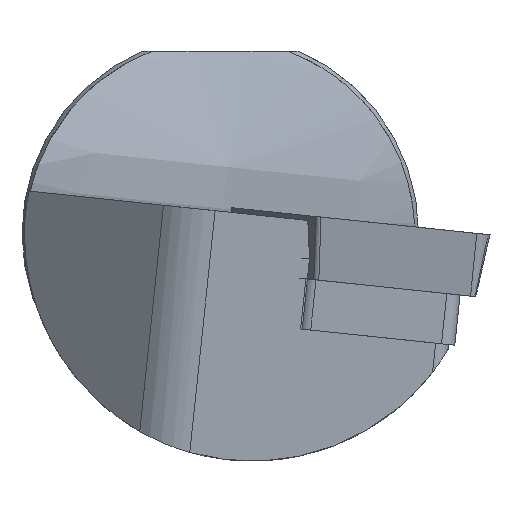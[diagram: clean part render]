
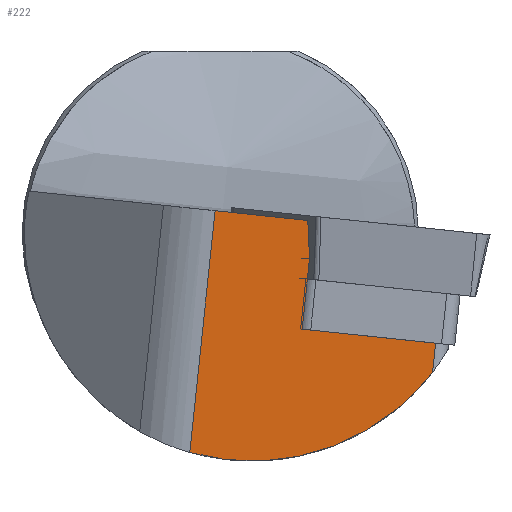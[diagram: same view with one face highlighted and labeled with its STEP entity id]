
A CAD part, left-side view. The second image highlights one B-rep face of the part: STEP entity #222.
In plain terms, the highlighted planar face has unit normal (-0.999, 0.052, 0.005).
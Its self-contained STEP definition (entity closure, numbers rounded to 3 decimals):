
#167=ELLIPSE('',#997,14.369,14.35);
#222=ADVANCED_FACE('',(#296),#266,.F.);
#266=PLANE('',#998);
#296=FACE_OUTER_BOUND('',#343,.T.);
#343=EDGE_LOOP('',(#460,#461,#462,#463,#464,#465,#466,#467));
#460=ORIENTED_EDGE('',*,*,#734,.F.);
#461=ORIENTED_EDGE('',*,*,#760,.T.);
#462=ORIENTED_EDGE('',*,*,#763,.F.);
#463=ORIENTED_EDGE('',*,*,#751,.F.);
#464=ORIENTED_EDGE('',*,*,#764,.T.);
#465=ORIENTED_EDGE('',*,*,#765,.T.);
#466=ORIENTED_EDGE('',*,*,#766,.F.);
#467=ORIENTED_EDGE('',*,*,#767,.F.);
#643=VERTEX_POINT('',#1342);
#644=VERTEX_POINT('',#1344);
#652=VERTEX_POINT('',#1364);
#661=VERTEX_POINT('',#1386);
#667=VERTEX_POINT('',#1403);
#669=VERTEX_POINT('',#1411);
#670=VERTEX_POINT('',#1413);
#671=VERTEX_POINT('',#1415);
#734=EDGE_CURVE('',#644,#643,#850,.T.);
#751=EDGE_CURVE('',#661,#652,#860,.T.);
#760=EDGE_CURVE('',#644,#667,#869,.T.);
#763=EDGE_CURVE('',#652,#667,#872,.T.);
#764=EDGE_CURVE('',#661,#669,#873,.T.);
#765=EDGE_CURVE('',#669,#670,#167,.T.);
#766=EDGE_CURVE('',#671,#670,#874,.T.);
#767=EDGE_CURVE('',#643,#671,#875,.T.);
#850=LINE('',#1345,#916);
#860=LINE('',#1387,#926);
#869=LINE('',#1404,#935);
#872=LINE('',#1409,#938);
#873=LINE('',#1410,#939);
#874=LINE('',#1414,#940);
#875=LINE('',#1416,#941);
#916=VECTOR('',#1108,1.);
#926=VECTOR('',#1136,1.);
#935=VECTOR('',#1149,1.);
#938=VECTOR('',#1154,1.);
#939=VECTOR('',#1155,1.);
#940=VECTOR('',#1158,1.);
#941=VECTOR('',#1159,1.);
#997=AXIS2_PLACEMENT_3D('',#1412,#1156,#1157);
#998=AXIS2_PLACEMENT_3D('',#1417,#1160,#1161);
#1108=DIRECTION('',(-0.052,-0.993,-0.104));
#1136=DIRECTION('',(-0.052,-0.993,-0.104));
#1149=DIRECTION('',(0.,-0.105,0.995));
#1154=DIRECTION('',(-0.008,-0.044,-0.999));
#1155=DIRECTION('',(0.,0.105,-0.995));
#1156=DIRECTION('',(-0.999,0.052,0.005));
#1157=DIRECTION('',(0.052,0.993,0.104));
#1158=DIRECTION('',(0.,0.105,-0.995));
#1159=DIRECTION('',(-0.052,-0.993,-0.104));
#1160=DIRECTION('',(0.999,-0.052,-0.005));
#1161=DIRECTION('',(0.052,0.999,0.));
#1342=CARTESIAN_POINT('',(1.531,-5.183,-6.031));
#1344=CARTESIAN_POINT('',(1.532,-5.156,-6.028));
#1345=CARTESIAN_POINT('',(1.091,-13.572,-6.913));
#1364=CARTESIAN_POINT('',(1.551,-5.514,0.822));
#1386=CARTESIAN_POINT('',(1.857,0.326,1.436));
#1387=CARTESIAN_POINT('',(1.091,-14.288,-0.1));
#1403=CARTESIAN_POINT('',(1.532,-5.621,-1.603));
#1404=CARTESIAN_POINT('',(1.532,-8.292,23.807));
#1409=CARTESIAN_POINT('',(1.314,-6.86,-29.829));
#1410=CARTESIAN_POINT('',(1.857,3.43,-28.102));
#1411=CARTESIAN_POINT('',(1.857,1.927,-13.802));
#1412=CARTESIAN_POINT('',(1.729,-2.,0.));
#1413=CARTESIAN_POINT('',(1.091,-13.379,-8.743));
#1414=CARTESIAN_POINT('',(1.091,-11.183,-29.638));
#1415=CARTESIAN_POINT('',(1.091,-13.572,-6.913));
#1416=CARTESIAN_POINT('',(1.091,-13.572,-6.913));
#1417=CARTESIAN_POINT('',(1.091,-11.183,-29.638));
